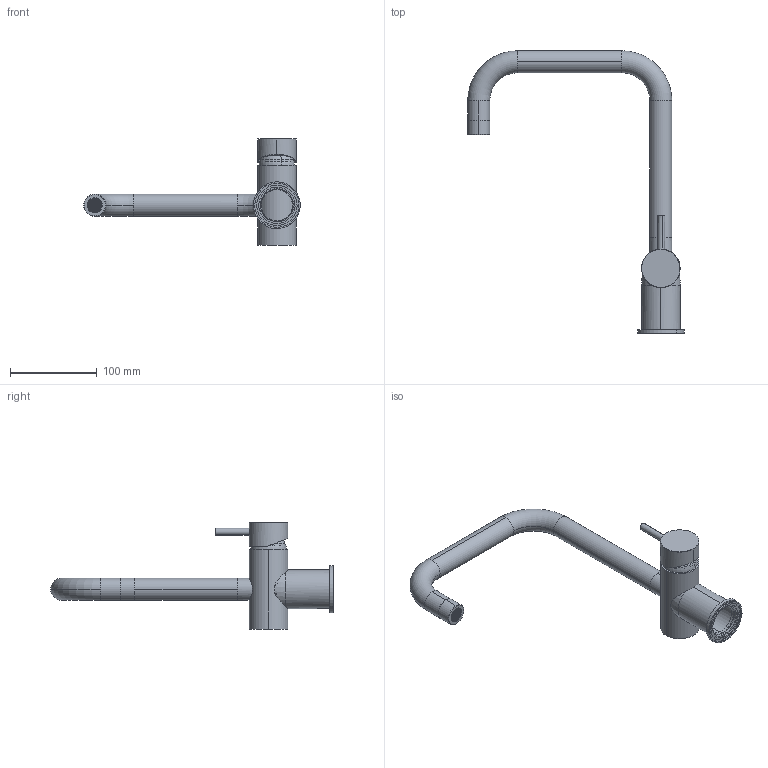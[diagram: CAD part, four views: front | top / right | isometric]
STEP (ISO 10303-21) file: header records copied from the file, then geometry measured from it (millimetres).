
FILE_DESCRIPTION (( 'STEP AP214' ), '1' );
FILE_NAME ('SSMQLSSRH_shell.STEP', '2018-10-25T23:25:29', ( 'khoa' ), ( '' ), 'SwSTEP 2.0', 'SolidWorks 2016', '' );
FILE_SCHEMA (( 'AUTOMOTIVE_DESIGN' ));
Length unit declared in the file: millimetre
Products named in the file (2): SSMQLSSRH_shell
Bounding box: 249.65 x 325.67 x 122.6 mm (x, y, z)
Volume: 235519.3 mm3; surface area: 123038.8 mm2
Topology: 9 solids, 9 shells, 1599 faces, 4072 edges, 2708 vertices
Faces by surface type: plane 1437, cylinder 122, cone 22, torus 18
Entity records: 63399 total; most frequent: CARTESIAN_POINT 8914, ORIENTED_EDGE 8144, DIRECTION 7546, EDGE_CURVE 4072, VECTOR 3744, LINE 3744, VERTEX_POINT 2708, AXIS2_PLACEMENT_3D 1901
